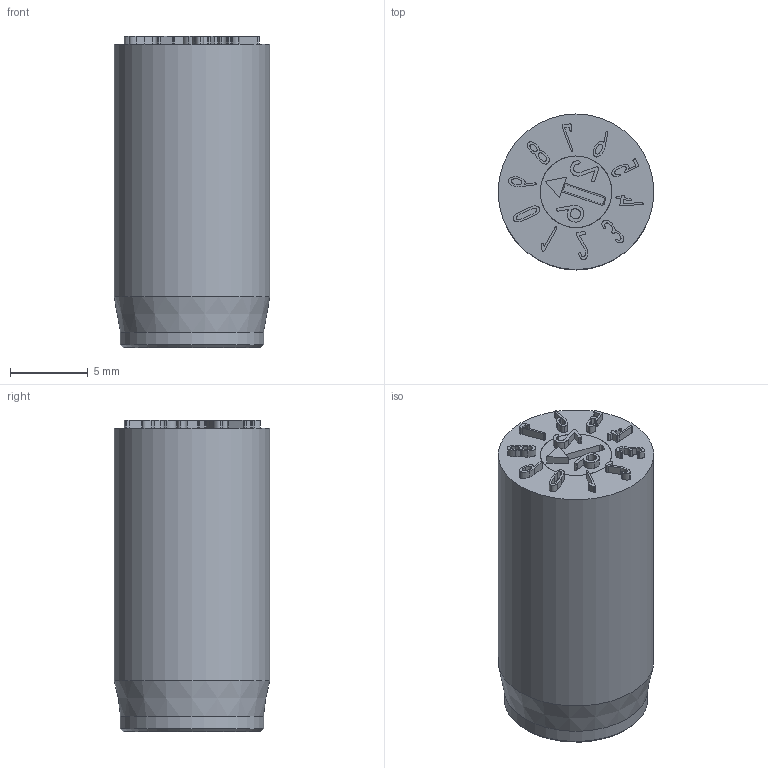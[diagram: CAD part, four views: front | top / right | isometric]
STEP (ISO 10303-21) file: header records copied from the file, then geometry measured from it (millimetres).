
FILE_DESCRIPTION(/* description */ (''),/* implementation_level */ '2;1');
FILE_NAME(/* name */ 'Dati-7000_E$10$Jahr.stp',/* time_stamp */ '2025-09-02T16:09:52+02:00',/* author */ ('olafg'),/* organization */ (''),/* preprocessor_version */ 'ST-DEVELOPER v20',/* originating_system */ 'Autodesk Inventor 2024',/* authorisation */ '');
FILE_SCHEMA (('AUTOMOTIVE_DESIGN { 1 0 10303 214 3 1 1 }'));
Length unit declared in the file: millimetre
Products named in the file (3): Zusammenbau 1010; 1010-01-00 Hülse; 2010-05-00 Stelleinsatz
Assembly tree (2 placements, depth 2):
  Zusammenbau 1010
    1010-01-00 Hülse
    2010-05-00 Stelleinsatz
Bounding box: 10 x 10 x 20 mm (x, y, z)
Volume: 1310.6 mm3; surface area: 1218.8 mm2
Topology: 2 solids, 2 shells, 268 faces, 723 edges, 480 vertices
Faces by surface type: bspline 166, plane 85, cone 9, cylinder 7, torus 1
Full cylindrical faces by diameter (mm): 2.5 x2, 4.6 x2, 5 x1, 9.2 x1, 10 x1
Entity records: 9397 total; most frequent: CARTESIAN_POINT 3674, ORIENTED_EDGE 1446, EDGE_CURVE 723, DIRECTION 636, VERTEX_POINT 480, LINE 360, VECTOR 360, B_SPLINE_CURVE_WITH_KNOTS 332
